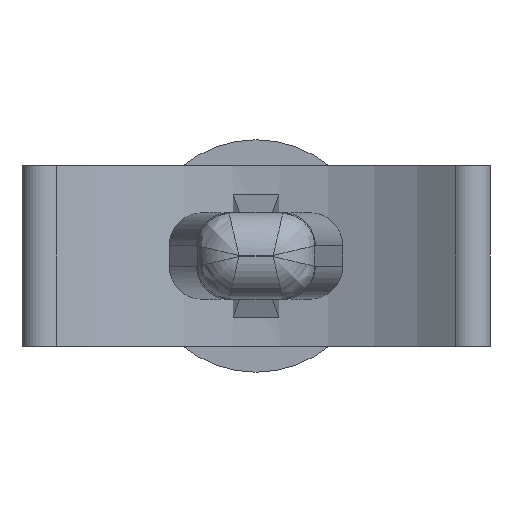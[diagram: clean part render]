
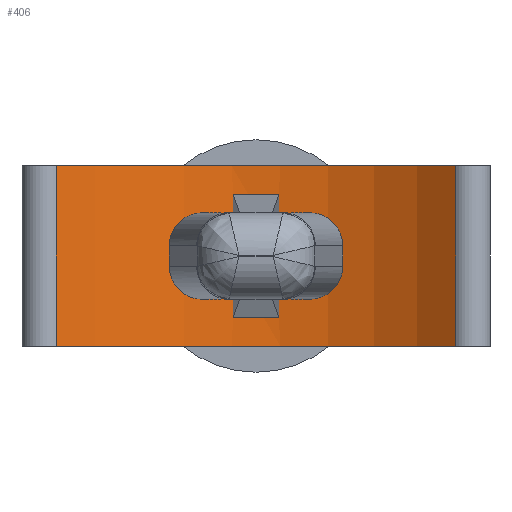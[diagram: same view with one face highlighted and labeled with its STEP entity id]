
A CAD part, front view. The second image highlights one B-rep face of the part: STEP entity #406.
In plain terms, the highlighted cylindrical face has radius 9.14 mm (diameter 18.28 mm), a partial arc.
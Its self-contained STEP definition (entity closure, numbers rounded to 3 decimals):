
#406 = ADVANCED_FACE( '', ( #821, #822 ), #823, .F. );
#821 = FACE_OUTER_BOUND( '', #2054, .T. );
#822 = FACE_BOUND( '', #2055, .T. );
#823 = CYLINDRICAL_SURFACE( '', #2056, 9.14 );
#2054 = EDGE_LOOP( '', ( #3241, #3242, #3243, #3244 ) );
#2055 = EDGE_LOOP( '', ( #3245, #3246, #3247, #3248 ) );
#2056 = AXIS2_PLACEMENT_3D( '', #3249, #3250, #3251 );
#3241 = ORIENTED_EDGE( '', *, *, #3415, .T. );
#3242 = ORIENTED_EDGE( '', *, *, #3743, .F. );
#3243 = ORIENTED_EDGE( '', *, *, #3771, .F. );
#3244 = ORIENTED_EDGE( '', *, *, #3551, .T. );
#3245 = ORIENTED_EDGE( '', *, *, #3707, .T. );
#3246 = ORIENTED_EDGE( '', *, *, #3453, .T. );
#3247 = ORIENTED_EDGE( '', *, *, #3327, .T. );
#3248 = ORIENTED_EDGE( '', *, *, #3561, .T. );
#3249 = CARTESIAN_POINT( '', ( 0., -13.09, 2.75 ) );
#3250 = DIRECTION( '', ( 0., 0., 1. ) );
#3251 = DIRECTION( '', ( -1., 0., 0. ) );
#3327 = EDGE_CURVE( '', #3789, #3790, #3791, .T. );
#3415 = EDGE_CURVE( '', #3947, #3945, #3948, .T. );
#3453 = EDGE_CURVE( '', #4003, #3789, #4004, .T. );
#3551 = EDGE_CURVE( '', #4163, #3947, #4164, .T. );
#3561 = EDGE_CURVE( '', #3790, #4176, #4177, .F. );
#3707 = EDGE_CURVE( '', #4176, #4003, #4366, .T. );
#3743 = EDGE_CURVE( '', #4405, #3945, #4407, .T. );
#3771 = EDGE_CURVE( '', #4163, #4405, #4437, .T. );
#3789 = VERTEX_POINT( '', #4455 );
#3790 = VERTEX_POINT( '', #4456 );
#3791 = CIRCLE( '', #4457, 9.14 );
#3945 = VERTEX_POINT( '', #4658 );
#3947 = VERTEX_POINT( '', #4660 );
#3948 = CIRCLE( '', #4661, 9.14 );
#4003 = VERTEX_POINT( '', #4731 );
#4004 = LINE( '', #4732, #4733 );
#4163 = VERTEX_POINT( '', #4952 );
#4164 = LINE( '', #4953, #4954 );
#4176 = VERTEX_POINT( '', #4968 );
#4177 = LINE( '', #4969, #4970 );
#4366 = CIRCLE( '', #5236, 9.14 );
#4405 = VERTEX_POINT( '', #5291 );
#4407 = LINE( '', #5293, #5294 );
#4437 = CIRCLE( '', #5330, 9.14 );
#4455 = CARTESIAN_POINT( '', ( 0.7, -3.977, -1.875 ) );
#4456 = CARTESIAN_POINT( '', ( -0.7, -3.977, -1.875 ) );
#4457 = AXIS2_PLACEMENT_3D( '', #5348, #5349, #5350 );
#4658 = CARTESIAN_POINT( '', ( 6.107, -6.29, -2.75 ) );
#4660 = CARTESIAN_POINT( '', ( -6.107, -6.29, -2.75 ) );
#4661 = AXIS2_PLACEMENT_3D( '', #5476, #5477, #5478 );
#4731 = CARTESIAN_POINT( '', ( 0.7, -3.977, 1.875 ) );
#4732 = CARTESIAN_POINT( '', ( 0.7, -3.977, 2.75 ) );
#4733 = VECTOR( '', #5533, 1000. );
#4952 = CARTESIAN_POINT( '', ( -6.107, -6.29, 2.75 ) );
#4953 = CARTESIAN_POINT( '', ( -6.107, -6.29, 2.75 ) );
#4954 = VECTOR( '', #5651, 1000. );
#4968 = CARTESIAN_POINT( '', ( -0.7, -3.977, 1.875 ) );
#4969 = CARTESIAN_POINT( '', ( -0.7, -3.977, 2.75 ) );
#4970 = VECTOR( '', #5666, 1000. );
#5236 = AXIS2_PLACEMENT_3D( '', #5822, #5823, #5824 );
#5291 = CARTESIAN_POINT( '', ( 6.107, -6.29, 2.75 ) );
#5293 = CARTESIAN_POINT( '', ( 6.107, -6.29, 2.75 ) );
#5294 = VECTOR( '', #5853, 1000. );
#5330 = AXIS2_PLACEMENT_3D( '', #5869, #5870, #5871 );
#5348 = CARTESIAN_POINT( '', ( 0., -13.09, -1.875 ) );
#5349 = DIRECTION( '', ( 0., 0., 1. ) );
#5350 = DIRECTION( '', ( 1., 0., 0. ) );
#5476 = CARTESIAN_POINT( '', ( 0., -13.09, -2.75 ) );
#5477 = DIRECTION( '', ( 0., 0., -1. ) );
#5478 = DIRECTION( '', ( 1., 0., 0. ) );
#5533 = DIRECTION( '', ( 0., 0., -1. ) );
#5651 = DIRECTION( '', ( 0., 0., -1. ) );
#5666 = DIRECTION( '', ( 0., 0., -1. ) );
#5822 = CARTESIAN_POINT( '', ( 0., -13.09, 1.875 ) );
#5823 = DIRECTION( '', ( 0., 0., -1. ) );
#5824 = DIRECTION( '', ( -1., 0., 0. ) );
#5853 = DIRECTION( '', ( 0., 0., -1. ) );
#5869 = CARTESIAN_POINT( '', ( 0., -13.09, 2.75 ) );
#5870 = DIRECTION( '', ( 0., 0., -1. ) );
#5871 = DIRECTION( '', ( 1., 0., 0. ) );
